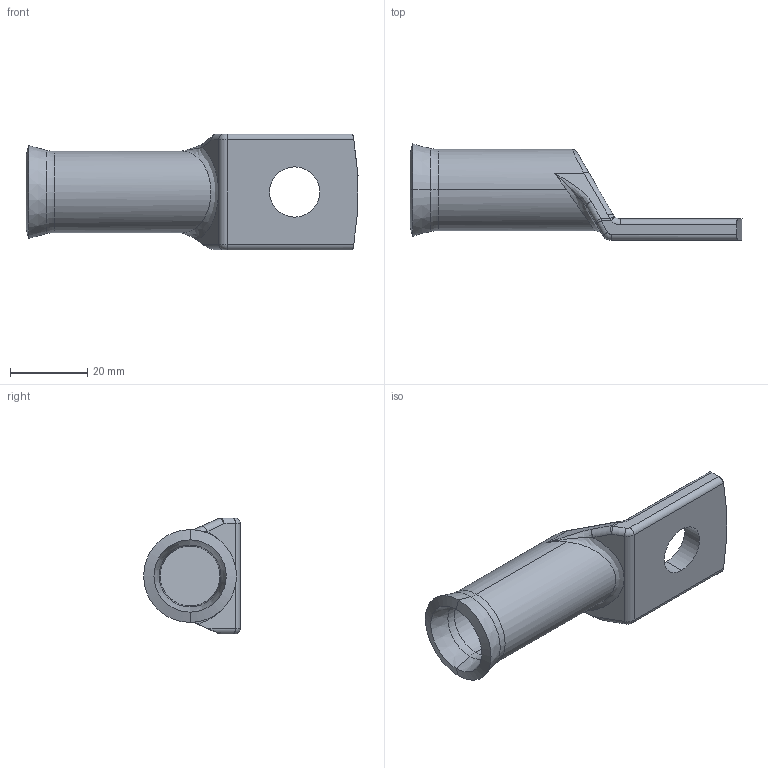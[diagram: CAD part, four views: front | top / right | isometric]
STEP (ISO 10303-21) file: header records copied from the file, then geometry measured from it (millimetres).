
FILE_DESCRIPTION (( 'STEP AP203' ), '1' );
FILE_NAME ('120 mm² DIN NORM BAKIR SKP M12.STEP', '2025-07-17T10:49:39', ( '' ), ( '' ), 'SwSTEP 2.0', 'SolidWorks 2023', '' );
FILE_SCHEMA (( 'CONFIG_CONTROL_DESIGN' ));
Length unit declared in the file: millimetre
Products named in the file (1): 120 mm² DIN NORM BAKIR SKP M12
Bounding box: 85.87 x 25 x 30 mm (x, y, z)
Volume: 14463.5 mm3; surface area: 8654.4 mm2
Topology: 1 solids, 1 shells, 49 faces, 113 edges, 64 vertices
Faces by surface type: cylinder 19, plane 9, torus 7, cone 6, bspline 6, sphere 2
Entity records: 1702 total; most frequent: CARTESIAN_POINT 580, DIRECTION 222, ORIENTED_EDGE 222, EDGE_CURVE 111, AXIS2_PLACEMENT_3D 90, VERTEX_POINT 64, EDGE_LOOP 51, ADVANCED_FACE 49
